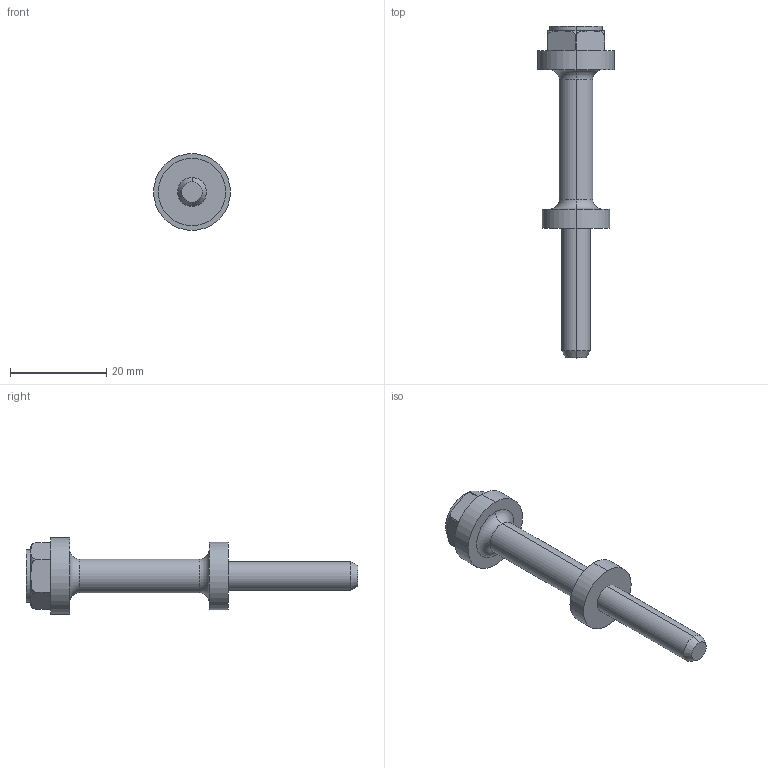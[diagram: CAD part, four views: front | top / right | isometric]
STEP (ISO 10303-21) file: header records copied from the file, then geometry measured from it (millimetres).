
FILE_DESCRIPTION (( 'STEP AP203' ), '1' );
FILE_NAME ('INGUN_KT-2516.STEP', '2020-10-02T09:45:21', ( '' ), ( '' ), 'SwSTEP 2.0', 'SolidWorks 2018', '' );
FILE_SCHEMA (( 'CONFIG_CONTROL_DESIGN' ));
Length unit declared in the file: millimetre
Products named in the file (1): INGUN_KT-2516
Bounding box: 16 x 69.1 x 16 mm (x, y, z)
Volume: 3935.8 mm3; surface area: 2307.4 mm2
Topology: 1 solids, 1 shells, 38 faces, 86 edges, 55 vertices
Faces by surface type: cylinder 17, plane 13, torus 6, cone 2
Entity records: 1314 total; most frequent: CARTESIAN_POINT 346, DIRECTION 207, ORIENTED_EDGE 172, AXIS2_PLACEMENT_3D 88, EDGE_CURVE 86, VERTEX_POINT 55, CIRCLE 49, EDGE_LOOP 43
